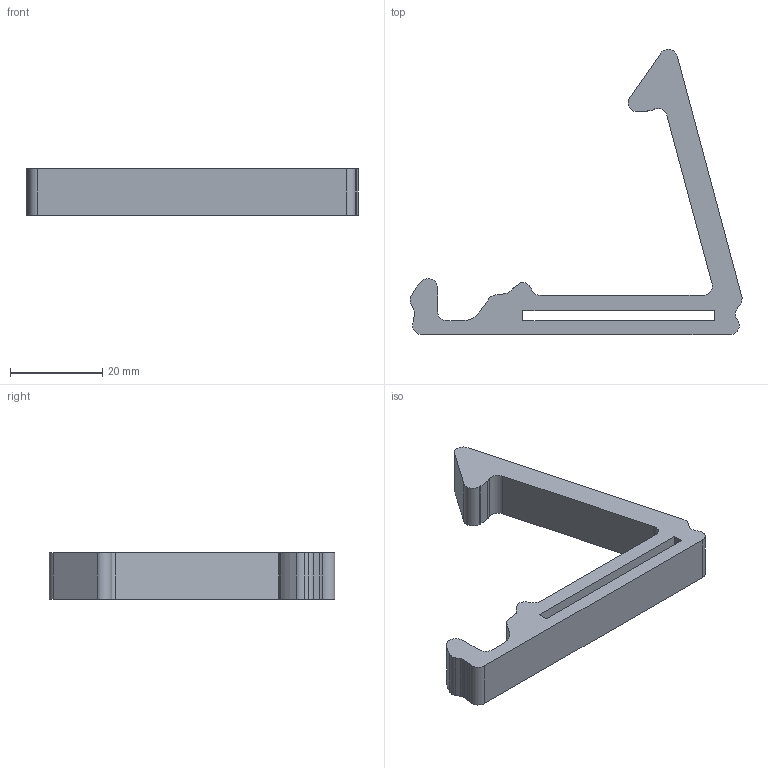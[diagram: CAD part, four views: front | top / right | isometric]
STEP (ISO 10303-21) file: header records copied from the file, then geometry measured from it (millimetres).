
FILE_DESCRIPTION(/* description */ (''),/* implementation_level */ '2;1');
FILE_NAME(/* name */ 'smaho_mount.step',/* time_stamp */ '2020-03-19T02:46:14+09:00',/* author */ ('uhiit'),/* organization */ (''),/* preprocessor_version */ 'ST-DEVELOPER v16.5',/* originating_system */ 'Autodesk Inventor 2017',/* authorisation */ '');
FILE_SCHEMA (('AUTOMOTIVE_DESIGN { 1 0 10303 214 3 1 1 }'));
Length unit declared in the file: millimetre
Products named in the file (1): smaho_mount
Bounding box: 71.9 x 61.8 x 10 mm (x, y, z)
Volume: 8298.5 mm3; surface area: 5397.7 mm2
Topology: 1 solids, 1 shells, 46 faces, 132 edges, 88 vertices
Faces by surface type: plane 24, cylinder 21, bspline 1
Entity records: 1549 total; most frequent: CARTESIAN_POINT 272, DIRECTION 268, ORIENTED_EDGE 264, EDGE_CURVE 132, AXIS2_PLACEMENT_3D 90, LINE 88, VECTOR 88, VERTEX_POINT 88
